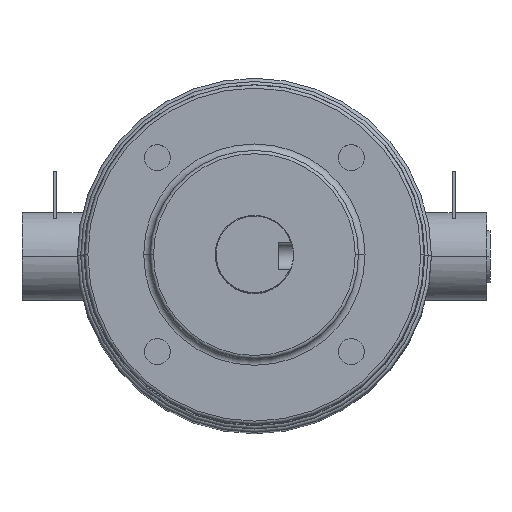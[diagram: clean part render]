
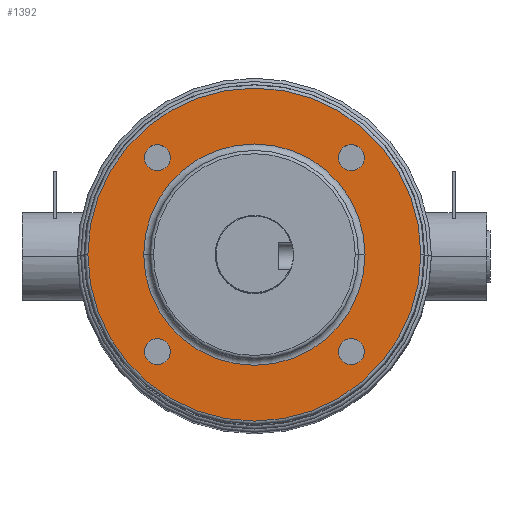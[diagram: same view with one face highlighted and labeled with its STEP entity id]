
A CAD part, top view. The second image highlights one B-rep face of the part: STEP entity #1392.
In plain terms, the highlighted planar face has unit normal (0, 0, 1).
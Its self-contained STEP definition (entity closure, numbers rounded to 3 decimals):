
#26 = CARTESIAN_POINT ( 'NONE',  ( 12.849, 14.849, 182.95 ) ) ;
#30 = VERTEX_POINT ( 'NONE', #4616 ) ;
#49 = CIRCLE ( 'NONE', #5371, 2. ) ;
#89 = EDGE_LOOP ( 'NONE', ( #2046, #2847 ) ) ;
#174 = CARTESIAN_POINT ( 'NONE',  ( -14.849, 14.849, 182.95 ) ) ;
#179 = VERTEX_POINT ( 'NONE', #3848 ) ;
#183 = DIRECTION ( 'NONE',  ( 1., 0., 0. ) ) ;
#189 = FACE_BOUND ( 'NONE', #3476, .T. ) ;
#215 = AXIS2_PLACEMENT_3D ( 'NONE', #1269, #840, #2686 ) ;
#296 = CARTESIAN_POINT ( 'NONE',  ( 12.849, -14.849, 182.95 ) ) ;
#354 = CIRCLE ( 'NONE', #5378, 2. ) ;
#469 = DIRECTION ( 'NONE',  ( 1., 0., 0. ) ) ;
#481 = CARTESIAN_POINT ( 'NONE',  ( 25.5, 0., 182.95 ) ) ;
#531 = DIRECTION ( 'NONE',  ( 0., 0., 1. ) ) ;
#587 = EDGE_LOOP ( 'NONE', ( #4790, #2492 ) ) ;
#656 = EDGE_CURVE ( 'NONE', #3201, #4475, #2065, .T. ) ;
#730 = AXIS2_PLACEMENT_3D ( 'NONE', #174, #2068, #3950 ) ;
#783 = VERTEX_POINT ( 'NONE', #481 ) ;
#840 = DIRECTION ( 'NONE',  ( 0., 0., 1. ) ) ;
#880 = CARTESIAN_POINT ( 'NONE',  ( -25.5, 0., 182.95 ) ) ;
#923 = ORIENTED_EDGE ( 'NONE', *, *, #3997, .T. ) ;
#1016 = CIRCLE ( 'NONE', #1316, 2. ) ;
#1050 = CARTESIAN_POINT ( 'NONE',  ( 14.849, 14.849, 182.95 ) ) ;
#1136 = DIRECTION ( 'NONE',  ( 0., 0., 1. ) ) ;
#1142 = DIRECTION ( 'NONE',  ( 1., 0., 0. ) ) ;
#1166 = CARTESIAN_POINT ( 'NONE',  ( -14.849, -14.849, 182.95 ) ) ;
#1237 = ORIENTED_EDGE ( 'NONE', *, *, #2579, .T. ) ;
#1269 = CARTESIAN_POINT ( 'NONE',  ( 14.849, -14.849, 182.95 ) ) ;
#1316 = AXIS2_PLACEMENT_3D ( 'NONE', #5693, #3842, #1458 ) ;
#1392 = ADVANCED_FACE ( 'NONE', ( #5417, #4941, #4478, #189, #4845, #2177 ), #2527, .T. ) ;
#1409 = AXIS2_PLACEMENT_3D ( 'NONE', #5382, #4880, #1142 ) ;
#1417 = CIRCLE ( 'NONE', #2219, 2. ) ;
#1418 = CIRCLE ( 'NONE', #5665, 25.5 ) ;
#1427 = CIRCLE ( 'NONE', #730, 2. ) ;
#1458 = DIRECTION ( 'NONE',  ( 1., 0., 0. ) ) ;
#1497 = CARTESIAN_POINT ( 'NONE',  ( 14.849, -14.849, 182.95 ) ) ;
#1603 = EDGE_CURVE ( 'NONE', #3110, #2214, #2895, .T. ) ;
#1640 = CARTESIAN_POINT ( 'NONE',  ( 0., 0., 182.95 ) ) ;
#2046 = ORIENTED_EDGE ( 'NONE', *, *, #1603, .F. ) ;
#2065 = CIRCLE ( 'NONE', #2865, 2. ) ;
#2068 = DIRECTION ( 'NONE',  ( 0., 0., 1. ) ) ;
#2077 = CARTESIAN_POINT ( 'NONE',  ( 0., 0., 182.95 ) ) ;
#2080 = ORIENTED_EDGE ( 'NONE', *, *, #4253, .F. ) ;
#2106 = DIRECTION ( 'NONE',  ( 0., 0., 1. ) ) ;
#2177 = FACE_BOUND ( 'NONE', #587, .T. ) ;
#2206 = AXIS2_PLACEMENT_3D ( 'NONE', #5581, #2439, #469 ) ;
#2214 = VERTEX_POINT ( 'NONE', #296 ) ;
#2219 = AXIS2_PLACEMENT_3D ( 'NONE', #5072, #4976, #3568 ) ;
#2242 = ORIENTED_EDGE ( 'NONE', *, *, #5391, .F. ) ;
#2269 = DIRECTION ( 'NONE',  ( 1., 0., 0. ) ) ;
#2310 = ORIENTED_EDGE ( 'NONE', *, *, #4738, .T. ) ;
#2341 = AXIS2_PLACEMENT_3D ( 'NONE', #3855, #5732, #2269 ) ;
#2350 = EDGE_CURVE ( 'NONE', #5625, #2691, #1016, .T. ) ;
#2438 = DIRECTION ( 'NONE',  ( 1., 0., 0. ) ) ;
#2439 = DIRECTION ( 'NONE',  ( 0., 0., 1. ) ) ;
#2492 = ORIENTED_EDGE ( 'NONE', *, *, #2350, .F. ) ;
#2527 = PLANE ( 'NONE',  #1409 ) ;
#2535 = AXIS2_PLACEMENT_3D ( 'NONE', #1050, #531, #2438 ) ;
#2579 = EDGE_CURVE ( 'NONE', #3846, #783, #1418, .T. ) ;
#2686 = DIRECTION ( 'NONE',  ( 1., 0., 0. ) ) ;
#2691 = VERTEX_POINT ( 'NONE', #4596 ) ;
#2821 = ORIENTED_EDGE ( 'NONE', *, *, #4552, .F. ) ;
#2847 = ORIENTED_EDGE ( 'NONE', *, *, #4802, .F. ) ;
#2849 = DIRECTION ( 'NONE',  ( 1., 0., 0. ) ) ;
#2865 = AXIS2_PLACEMENT_3D ( 'NONE', #3652, #4710, #2849 ) ;
#2891 = ORIENTED_EDGE ( 'NONE', *, *, #3515, .T. ) ;
#2892 = VERTEX_POINT ( 'NONE', #3621 ) ;
#2895 = CIRCLE ( 'NONE', #215, 2. ) ;
#3110 = VERTEX_POINT ( 'NONE', #5351 ) ;
#3201 = VERTEX_POINT ( 'NONE', #4515 ) ;
#3299 = EDGE_LOOP ( 'NONE', ( #2891, #1237 ) ) ;
#3340 = DIRECTION ( 'NONE',  ( 0., 0., 1. ) ) ;
#3476 = EDGE_LOOP ( 'NONE', ( #2080, #2242 ) ) ;
#3515 = EDGE_CURVE ( 'NONE', #783, #3846, #4069, .T. ) ;
#3568 = DIRECTION ( 'NONE',  ( 1., 0., 0. ) ) ;
#3621 = CARTESIAN_POINT ( 'NONE',  ( -16.849, -14.849, 182.95 ) ) ;
#3652 = CARTESIAN_POINT ( 'NONE',  ( -14.849, 14.849, 182.95 ) ) ;
#3842 = DIRECTION ( 'NONE',  ( 0., 0., 1. ) ) ;
#3846 = VERTEX_POINT ( 'NONE', #880 ) ;
#3848 = CARTESIAN_POINT ( 'NONE',  ( 16.95, 0., 182.95 ) ) ;
#3855 = CARTESIAN_POINT ( 'NONE',  ( 0., 0., 182.95 ) ) ;
#3897 = CIRCLE ( 'NONE', #2341, 16.95 ) ;
#3922 = CARTESIAN_POINT ( 'NONE',  ( -16.849, 14.849, 182.95 ) ) ;
#3930 = DIRECTION ( 'NONE',  ( 0., 0., -1. ) ) ;
#3950 = DIRECTION ( 'NONE',  ( 1., 0., 0. ) ) ;
#3997 = EDGE_CURVE ( 'NONE', #4281, #179, #5567, .T. ) ;
#4060 = EDGE_LOOP ( 'NONE', ( #2310, #923 ) ) ;
#4069 = CIRCLE ( 'NONE', #2206, 25.5 ) ;
#4253 = EDGE_CURVE ( 'NONE', #30, #2892, #1417, .T. ) ;
#4281 = VERTEX_POINT ( 'NONE', #5934 ) ;
#4439 = DIRECTION ( 'NONE',  ( 1., 0., 0. ) ) ;
#4475 = VERTEX_POINT ( 'NONE', #3922 ) ;
#4478 = FACE_BOUND ( 'NONE', #5412, .T. ) ;
#4515 = CARTESIAN_POINT ( 'NONE',  ( -12.849, 14.849, 182.95 ) ) ;
#4552 = EDGE_CURVE ( 'NONE', #4475, #3201, #1427, .T. ) ;
#4596 = CARTESIAN_POINT ( 'NONE',  ( 16.849, 14.849, 182.95 ) ) ;
#4616 = CARTESIAN_POINT ( 'NONE',  ( -12.849, -14.849, 182.95 ) ) ;
#4710 = DIRECTION ( 'NONE',  ( 0., 0., 1. ) ) ;
#4738 = EDGE_CURVE ( 'NONE', #179, #4281, #3897, .T. ) ;
#4790 = ORIENTED_EDGE ( 'NONE', *, *, #5288, .F. ) ;
#4802 = EDGE_CURVE ( 'NONE', #2214, #3110, #49, .T. ) ;
#4845 = FACE_BOUND ( 'NONE', #89, .T. ) ;
#4880 = DIRECTION ( 'NONE',  ( 0., 0., 1. ) ) ;
#4941 = FACE_BOUND ( 'NONE', #4060, .T. ) ;
#4976 = DIRECTION ( 'NONE',  ( 0., 0., 1. ) ) ;
#5072 = CARTESIAN_POINT ( 'NONE',  ( -14.849, -14.849, 182.95 ) ) ;
#5272 = DIRECTION ( 'NONE',  ( 1., 0., 0. ) ) ;
#5288 = EDGE_CURVE ( 'NONE', #2691, #5625, #5589, .T. ) ;
#5291 = ORIENTED_EDGE ( 'NONE', *, *, #656, .F. ) ;
#5351 = CARTESIAN_POINT ( 'NONE',  ( 16.849, -14.849, 182.95 ) ) ;
#5371 = AXIS2_PLACEMENT_3D ( 'NONE', #1497, #3340, #5272 ) ;
#5378 = AXIS2_PLACEMENT_3D ( 'NONE', #1166, #1136, #183 ) ;
#5382 = CARTESIAN_POINT ( 'NONE',  ( 0., 0., 182.95 ) ) ;
#5391 = EDGE_CURVE ( 'NONE', #2892, #30, #354, .T. ) ;
#5412 = EDGE_LOOP ( 'NONE', ( #5291, #2821 ) ) ;
#5417 = FACE_OUTER_BOUND ( 'NONE', #3299, .T. ) ;
#5445 = DIRECTION ( 'NONE',  ( 1., 0., 0. ) ) ;
#5567 = CIRCLE ( 'NONE', #5657, 16.95 ) ;
#5581 = CARTESIAN_POINT ( 'NONE',  ( 0., 0., 182.95 ) ) ;
#5589 = CIRCLE ( 'NONE', #2535, 2. ) ;
#5625 = VERTEX_POINT ( 'NONE', #26 ) ;
#5657 = AXIS2_PLACEMENT_3D ( 'NONE', #2077, #3930, #4439 ) ;
#5665 = AXIS2_PLACEMENT_3D ( 'NONE', #1640, #2106, #5445 ) ;
#5693 = CARTESIAN_POINT ( 'NONE',  ( 14.849, 14.849, 182.95 ) ) ;
#5732 = DIRECTION ( 'NONE',  ( 0., 0., -1. ) ) ;
#5934 = CARTESIAN_POINT ( 'NONE',  ( -16.95, 0., 182.95 ) ) ;
